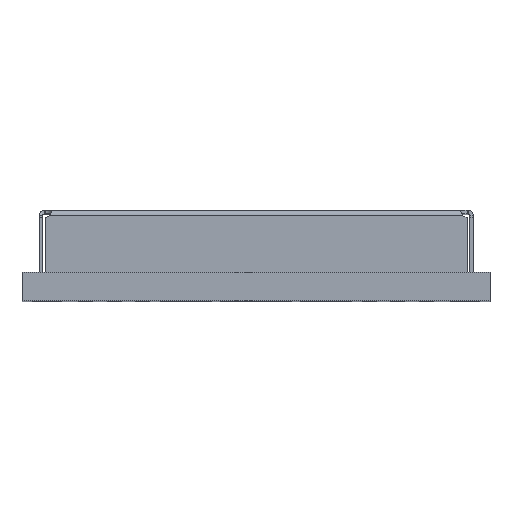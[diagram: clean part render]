
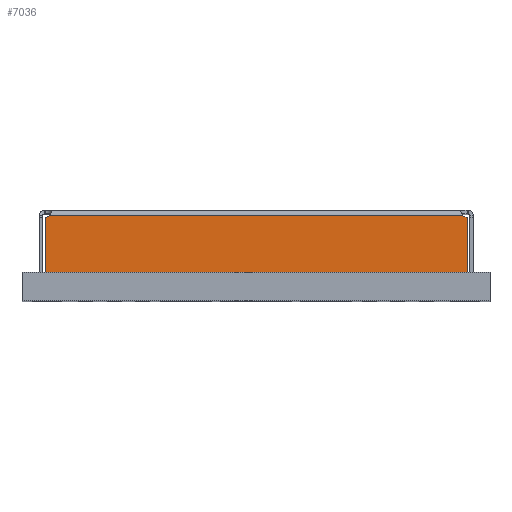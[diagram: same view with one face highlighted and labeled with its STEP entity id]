
A CAD part, top view. The second image highlights one B-rep face of the part: STEP entity #7036.
In plain terms, the highlighted planar face has unit normal (0, 0, 1).
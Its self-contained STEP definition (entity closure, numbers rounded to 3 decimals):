
#698 = DIRECTION ( 'NONE',  ( 0., -1., 0. ) ) ;
#774 = EDGE_CURVE ( 'NONE', #15092, #13932, #14779, .T. ) ;
#1252 = CARTESIAN_POINT ( 'NONE',  ( -5.822, 2.4, 5.77 ) ) ;
#2064 = VERTEX_POINT ( 'NONE', #2959 ) ;
#2482 = CARTESIAN_POINT ( 'NONE',  ( 6.13, 0.8, 5.77 ) ) ;
#2959 = CARTESIAN_POINT ( 'NONE',  ( -5.949, 2.354, 5.77 ) ) ;
#3376 = CARTESIAN_POINT ( 'NONE',  ( -5.949, 0.8, 5.77 ) ) ;
#3472 = ORIENTED_EDGE ( 'NONE', *, *, #15459, .F. ) ;
#5006 = DIRECTION ( 'NONE',  ( 0., 1., 0. ) ) ;
#5305 = EDGE_CURVE ( 'NONE', #2064, #15092, #7521, .T. ) ;
#5430 = CARTESIAN_POINT ( 'NONE',  ( 6.13, 2.4, 5.77 ) ) ;
#5631 = LINE ( 'NONE', #9042, #23041 ) ;
#6807 = ORIENTED_EDGE ( 'NONE', *, *, #19555, .T. ) ;
#7036 = ADVANCED_FACE ( 'NONE', ( #15195 ), #12261, .F. ) ;
#7068 = ORIENTED_EDGE ( 'NONE', *, *, #15293, .F. ) ;
#7316 = DIRECTION ( 'NONE',  ( 0., -1., 0. ) ) ;
#7521 = CIRCLE ( 'NONE', #21952, 0.2 ) ;
#7527 = CIRCLE ( 'NONE', #20608, 0.2 ) ;
#8436 = ORIENTED_EDGE ( 'NONE', *, *, #774, .F. ) ;
#9042 = CARTESIAN_POINT ( 'NONE',  ( 5.959, 2.45, 5.77 ) ) ;
#9281 = DIRECTION ( 'NONE',  ( 0., 0., 1. ) ) ;
#9317 = EDGE_CURVE ( 'NONE', #13675, #13932, #7527, .T. ) ;
#10236 = CARTESIAN_POINT ( 'NONE',  ( -5.949, 0., 5.77 ) ) ;
#10370 = VECTOR ( 'NONE', #15144, 1000. ) ;
#10728 = DIRECTION ( 'NONE',  ( 0., 1., 0. ) ) ;
#10763 = ORIENTED_EDGE ( 'NONE', *, *, #5305, .F. ) ;
#10811 = DIRECTION ( 'NONE',  ( 0., 0., -1. ) ) ;
#10868 = VECTOR ( 'NONE', #21591, 1000. ) ;
#11206 = VERTEX_POINT ( 'NONE', #22839 ) ;
#12261 = PLANE ( 'NONE',  #14451 ) ;
#13675 = VERTEX_POINT ( 'NONE', #18004 ) ;
#13932 = VERTEX_POINT ( 'NONE', #20795 ) ;
#14134 = CARTESIAN_POINT ( 'NONE',  ( 0., 0., 5.77 ) ) ;
#14451 = AXIS2_PLACEMENT_3D ( 'NONE', #14134, #17520, #5006 ) ;
#14779 = LINE ( 'NONE', #5430, #10868 ) ;
#15092 = VERTEX_POINT ( 'NONE', #1252 ) ;
#15144 = DIRECTION ( 'NONE',  ( -1., 0., 0. ) ) ;
#15195 = FACE_OUTER_BOUND ( 'NONE', #18053, .T. ) ;
#15293 = EDGE_CURVE ( 'NONE', #13675, #11206, #5631, .T. ) ;
#15459 = EDGE_CURVE ( 'NONE', #11206, #20467, #19364, .T. ) ;
#15493 = DIRECTION ( 'NONE',  ( 0., -1., 0. ) ) ;
#16417 = VECTOR ( 'NONE', #15493, 1000. ) ;
#16969 = ORIENTED_EDGE ( 'NONE', *, *, #9317, .T. ) ;
#17520 = DIRECTION ( 'NONE',  ( 0., 0., -1. ) ) ;
#18004 = CARTESIAN_POINT ( 'NONE',  ( 5.959, 2.354, 5.77 ) ) ;
#18053 = EDGE_LOOP ( 'NONE', ( #7068, #16969, #8436, #10763, #6807, #3472 ) ) ;
#19364 = LINE ( 'NONE', #2482, #10370 ) ;
#19555 = EDGE_CURVE ( 'NONE', #2064, #20467, #22323, .T. ) ;
#20467 = VERTEX_POINT ( 'NONE', #3376 ) ;
#20608 = AXIS2_PLACEMENT_3D ( 'NONE', #21327, #10811, #10728 ) ;
#20795 = CARTESIAN_POINT ( 'NONE',  ( 5.832, 2.4, 5.77 ) ) ;
#21327 = CARTESIAN_POINT ( 'NONE',  ( 5.959, 2.554, 5.77 ) ) ;
#21591 = DIRECTION ( 'NONE',  ( 1., 0., 0. ) ) ;
#21921 = CARTESIAN_POINT ( 'NONE',  ( -5.949, 2.554, 5.77 ) ) ;
#21952 = AXIS2_PLACEMENT_3D ( 'NONE', #21921, #9281, #698 ) ;
#22323 = LINE ( 'NONE', #10236, #16417 ) ;
#22839 = CARTESIAN_POINT ( 'NONE',  ( 5.959, 0.8, 5.77 ) ) ;
#23041 = VECTOR ( 'NONE', #7316, 1000. ) ;
